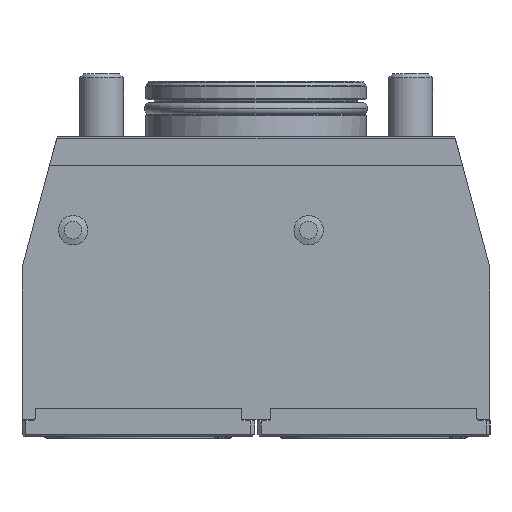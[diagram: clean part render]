
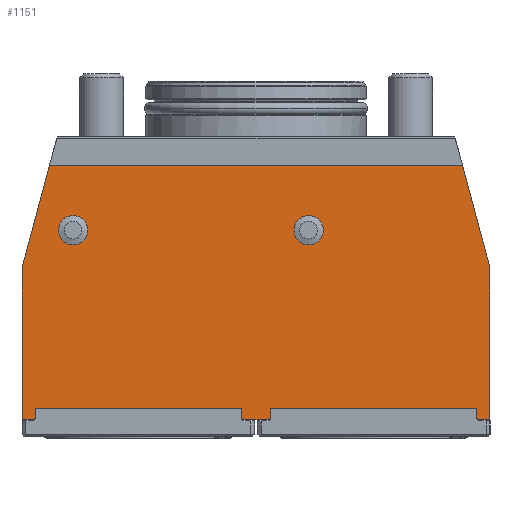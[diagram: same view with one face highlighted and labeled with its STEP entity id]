
A CAD part, left-side view. The second image highlights one B-rep face of the part: STEP entity #1151.
In plain terms, the highlighted planar face has unit normal (-1, 0, 0).
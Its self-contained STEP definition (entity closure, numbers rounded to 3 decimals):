
#109=LINE('',#5984,#448);
#115=LINE('',#5997,#454);
#116=LINE('',#5999,#455);
#119=LINE('',#6005,#458);
#123=LINE('',#6014,#462);
#126=LINE('',#6020,#465);
#131=LINE('',#6030,#470);
#132=LINE('',#6032,#471);
#135=LINE('',#6038,#474);
#139=LINE('',#6047,#478);
#142=LINE('',#6053,#481);
#147=LINE('',#6063,#486);
#250=LINE('',#6319,#589);
#254=LINE('',#6324,#593);
#262=LINE('',#6341,#601);
#265=LINE('',#6345,#604);
#277=LINE('',#6382,#616);
#283=LINE('',#6396,#622);
#448=VECTOR('',#4386,1.);
#454=VECTOR('',#4394,1.);
#455=VECTOR('',#4397,1.);
#458=VECTOR('',#4402,1.);
#462=VECTOR('',#4408,1.);
#465=VECTOR('',#4413,1.);
#470=VECTOR('',#4420,1.);
#471=VECTOR('',#4423,1.);
#474=VECTOR('',#4428,1.);
#478=VECTOR('',#4434,1.);
#481=VECTOR('',#4439,1.);
#486=VECTOR('',#4446,1.);
#589=VECTOR('',#4723,1.);
#593=VECTOR('',#4729,1.);
#601=VECTOR('',#4747,1.);
#604=VECTOR('',#4752,1.);
#616=VECTOR('',#4792,1.);
#622=VECTOR('',#4804,1.);
#907=FACE_BOUND('',#1738,.T.);
#908=FACE_BOUND('',#1739,.T.);
#909=FACE_BOUND('',#1740,.T.);
#1151=ADVANCED_FACE('',(#907,#908,#909),#1300,.F.);
#1300=PLANE('',#4157);
#1738=EDGE_LOOP('',(#2729));
#1739=EDGE_LOOP('',(#2730,#2731,#2732,#2733,#2734,#2735,#2736,#2737,#2738,
#2739,#2740,#2741,#2742,#2743,#2744,#2745,#2746,#2747,#2748,#2749,#2750,
#2751));
#1740=EDGE_LOOP('',(#2752));
#2729=ORIENTED_EDGE('',*,*,#3624,.F.);
#2730=ORIENTED_EDGE('',*,*,#3431,.F.);
#2731=ORIENTED_EDGE('',*,*,#3434,.F.);
#2732=ORIENTED_EDGE('',*,*,#3287,.F.);
#2733=ORIENTED_EDGE('',*,*,#3282,.T.);
#2734=ORIENTED_EDGE('',*,*,#3279,.F.);
#2735=ORIENTED_EDGE('',*,*,#3447,.T.);
#2736=ORIENTED_EDGE('',*,*,#3453,.F.);
#2737=ORIENTED_EDGE('',*,*,#3440,.T.);
#2738=ORIENTED_EDGE('',*,*,#3275,.F.);
#2739=ORIENTED_EDGE('',*,*,#3272,.T.);
#2740=ORIENTED_EDGE('',*,*,#3271,.F.);
#2741=ORIENTED_EDGE('',*,*,#3266,.T.);
#2742=ORIENTED_EDGE('',*,*,#3263,.F.);
#2743=ORIENTED_EDGE('',*,*,#3454,.T.);
#2744=ORIENTED_EDGE('',*,*,#3460,.F.);
#2745=ORIENTED_EDGE('',*,*,#3437,.T.);
#2746=ORIENTED_EDGE('',*,*,#3259,.F.);
#2747=ORIENTED_EDGE('',*,*,#3256,.T.);
#2748=ORIENTED_EDGE('',*,*,#3255,.F.);
#2749=ORIENTED_EDGE('',*,*,#3418,.T.);
#2750=ORIENTED_EDGE('',*,*,#3422,.F.);
#2751=ORIENTED_EDGE('',*,*,#3249,.T.);
#2752=ORIENTED_EDGE('',*,*,#3625,.F.);
#2885=VERTEX_POINT('',#5982);
#2887=VERTEX_POINT('',#5985);
#2890=VERTEX_POINT('',#5992);
#2892=VERTEX_POINT('',#5996);
#2893=VERTEX_POINT('',#6000);
#2895=VERTEX_POINT('',#6006);
#2897=VERTEX_POINT('',#6012);
#2899=VERTEX_POINT('',#6015);
#2901=VERTEX_POINT('',#6021);
#2904=VERTEX_POINT('',#6028);
#2905=VERTEX_POINT('',#6033);
#2907=VERTEX_POINT('',#6039);
#2909=VERTEX_POINT('',#6045);
#2911=VERTEX_POINT('',#6048);
#2913=VERTEX_POINT('',#6054);
#2915=VERTEX_POINT('',#6060);
#2982=VERTEX_POINT('',#6318);
#2986=VERTEX_POINT('',#6340);
#2987=VERTEX_POINT('',#6352);
#2989=VERTEX_POINT('',#6358);
#2993=VERTEX_POINT('',#6371);
#2998=VERTEX_POINT('',#6385);
#3118=VERTEX_POINT('',#6771);
#3119=VERTEX_POINT('',#6773);
#3249=EDGE_CURVE('',#2887,#2885,#109,.T.);
#3255=EDGE_CURVE('',#2892,#2890,#115,.T.);
#3256=EDGE_CURVE('',#2893,#2890,#116,.T.);
#3259=EDGE_CURVE('',#2893,#2895,#119,.T.);
#3263=EDGE_CURVE('',#2897,#2899,#123,.T.);
#3266=EDGE_CURVE('',#2901,#2899,#126,.T.);
#3271=EDGE_CURVE('',#2901,#2904,#131,.T.);
#3272=EDGE_CURVE('',#2905,#2904,#132,.T.);
#3275=EDGE_CURVE('',#2905,#2907,#135,.T.);
#3279=EDGE_CURVE('',#2909,#2911,#139,.T.);
#3282=EDGE_CURVE('',#2913,#2911,#142,.T.);
#3287=EDGE_CURVE('',#2913,#2915,#147,.T.);
#3418=EDGE_CURVE('',#2892,#2982,#250,.T.);
#3422=EDGE_CURVE('',#2887,#2982,#254,.T.);
#3431=EDGE_CURVE('',#2986,#2885,#262,.T.);
#3434=EDGE_CURVE('',#2915,#2986,#265,.T.);
#3437=EDGE_CURVE('',#2987,#2895,#3708,.T.);
#3440=EDGE_CURVE('',#2989,#2907,#3710,.T.);
#3447=EDGE_CURVE('',#2909,#2993,#3714,.T.);
#3453=EDGE_CURVE('',#2989,#2993,#277,.T.);
#3454=EDGE_CURVE('',#2897,#2998,#3715,.T.);
#3460=EDGE_CURVE('',#2987,#2998,#283,.T.);
#3624=EDGE_CURVE('',#3118,#3118,#3763,.T.);
#3625=EDGE_CURVE('',#3119,#3119,#3764,.T.);
#3708=CIRCLE('',#3999,0.15);
#3710=CIRCLE('',#4002,0.15);
#3714=CIRCLE('',#4008,0.15);
#3715=CIRCLE('',#4011,0.15);
#3763=CIRCLE('',#4155,3.994);
#3764=CIRCLE('',#4156,3.994);
#3999=AXIS2_PLACEMENT_3D('',#6351,#4761,#4762);
#4002=AXIS2_PLACEMENT_3D('',#6357,#4768,#4769);
#4008=AXIS2_PLACEMENT_3D('',#6370,#4783,#4784);
#4011=AXIS2_PLACEMENT_3D('',#6384,#4795,#4796);
#4155=AXIS2_PLACEMENT_3D('',#6770,#5205,#5206);
#4156=AXIS2_PLACEMENT_3D('',#6772,#5207,#5208);
#4157=AXIS2_PLACEMENT_3D('',#6774,#5209,#5210);
#4386=DIRECTION('',(0.,1.,0.));
#4394=DIRECTION('',(0.,1.,0.));
#4397=DIRECTION('',(0.,-0.5,-0.866));
#4402=DIRECTION('',(0.,0.,1.));
#4408=DIRECTION('',(0.,0.,-1.));
#4413=DIRECTION('',(0.,-0.5,0.866));
#4420=DIRECTION('',(0.,1.,0.));
#4423=DIRECTION('',(0.,-0.5,-0.866));
#4428=DIRECTION('',(0.,0.,1.));
#4434=DIRECTION('',(0.,0.,-1.));
#4439=DIRECTION('',(0.,-0.5,0.866));
#4446=DIRECTION('',(0.,1.,0.));
#4723=DIRECTION('',(0.,0.,1.));
#4729=DIRECTION('',(0.,-0.259,-0.966));
#4747=DIRECTION('',(0.,-0.259,0.966));
#4752=DIRECTION('',(0.,0.,1.));
#4761=DIRECTION('',(1.,0.,0.));
#4762=DIRECTION('',(0.,-1.,0.));
#4768=DIRECTION('',(1.,0.,0.));
#4769=DIRECTION('',(0.,-1.,0.));
#4783=DIRECTION('',(1.,0.,0.));
#4784=DIRECTION('',(0.,-1.,0.));
#4792=DIRECTION('',(0.,1.,0.));
#4795=DIRECTION('',(1.,0.,0.));
#4796=DIRECTION('',(0.,-1.,0.));
#4804=DIRECTION('',(0.,1.,0.));
#5205=DIRECTION('',(-1.,0.,0.));
#5206=DIRECTION('',(0.,0.,-1.));
#5207=DIRECTION('',(-1.,0.,0.));
#5208=DIRECTION('',(0.,0.,-1.));
#5209=DIRECTION('',(1.,0.,0.));
#5210=DIRECTION('',(0.,0.,-1.));
#5982=CARTESIAN_POINT('',(-122.,56.144,-8.));
#5984=CARTESIAN_POINT('',(-122.,-63.5,-8.));
#5985=CARTESIAN_POINT('',(-122.,-56.144,-8.));
#5992=CARTESIAN_POINT('',(-122.,-60.363,-77.));
#5996=CARTESIAN_POINT('',(-122.,-63.5,-77.));
#5997=CARTESIAN_POINT('',(-122.,-63.5,-77.));
#5999=CARTESIAN_POINT('',(-122.,-43.029,-46.977));
#6000=CARTESIAN_POINT('',(-122.,-60.016,-76.4));
#6005=CARTESIAN_POINT('',(-122.,-60.016,-74.));
#6006=CARTESIAN_POINT('',(-122.,-60.016,-74.15));
#6012=CARTESIAN_POINT('',(-122.,-3.983,-74.15));
#6014=CARTESIAN_POINT('',(-122.,-3.983,-74.));
#6015=CARTESIAN_POINT('',(-122.,-3.983,-76.4));
#6020=CARTESIAN_POINT('',(-122.,-3.083,-77.96));
#6021=CARTESIAN_POINT('',(-122.,-3.637,-77.));
#6028=CARTESIAN_POINT('',(-122.,3.637,-77.));
#6030=CARTESIAN_POINT('',(-122.,-63.5,-77.));
#6032=CARTESIAN_POINT('',(-122.,20.971,-46.977));
#6033=CARTESIAN_POINT('',(-122.,3.984,-76.4));
#6038=CARTESIAN_POINT('',(-122.,3.984,-74.));
#6039=CARTESIAN_POINT('',(-122.,3.984,-74.15));
#6045=CARTESIAN_POINT('',(-122.,60.017,-74.15));
#6047=CARTESIAN_POINT('',(-122.,60.017,-74.));
#6048=CARTESIAN_POINT('',(-122.,60.017,-76.4));
#6053=CARTESIAN_POINT('',(-122.,60.917,-77.96));
#6054=CARTESIAN_POINT('',(-122.,60.363,-77.));
#6060=CARTESIAN_POINT('',(-122.,63.5,-77.));
#6063=CARTESIAN_POINT('',(-122.,-63.5,-77.));
#6318=CARTESIAN_POINT('',(-122.,-63.5,-35.454));
#6319=CARTESIAN_POINT('',(-122.,-63.5,-77.));
#6324=CARTESIAN_POINT('',(-122.,-73.886,-74.217));
#6340=CARTESIAN_POINT('',(-122.,63.5,-35.454));
#6341=CARTESIAN_POINT('',(-122.,65.379,-42.467));
#6345=CARTESIAN_POINT('',(-122.,63.5,-77.));
#6351=CARTESIAN_POINT('',(-122.,-59.866,-74.15));
#6352=CARTESIAN_POINT('',(-122.,-59.866,-74.));
#6357=CARTESIAN_POINT('',(-122.,4.134,-74.15));
#6358=CARTESIAN_POINT('',(-122.,4.134,-74.));
#6370=CARTESIAN_POINT('',(-122.,59.867,-74.15));
#6371=CARTESIAN_POINT('',(-122.,59.867,-74.));
#6382=CARTESIAN_POINT('',(-122.,-9.,-74.));
#6384=CARTESIAN_POINT('',(-122.,-4.133,-74.15));
#6385=CARTESIAN_POINT('',(-122.,-4.133,-74.));
#6396=CARTESIAN_POINT('',(-122.,-73.,-74.));
#6770=CARTESIAN_POINT('',(-122.,-14.3,-25.5));
#6771=CARTESIAN_POINT('',(-122.,-14.3,-29.494));
#6772=CARTESIAN_POINT('',(-122.,49.7,-25.5));
#6773=CARTESIAN_POINT('',(-122.,49.7,-29.494));
#6774=CARTESIAN_POINT('',(-122.,-63.5,-77.));
